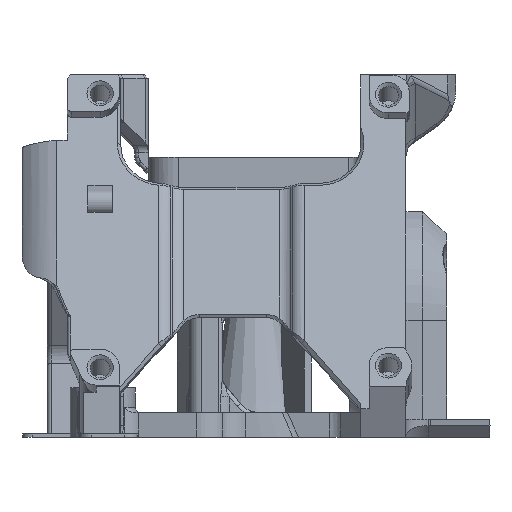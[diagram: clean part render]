
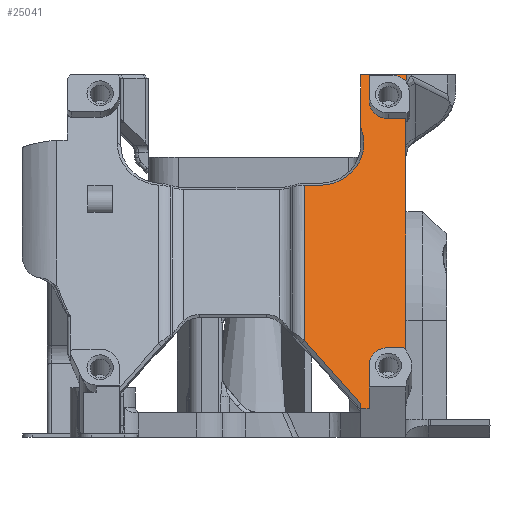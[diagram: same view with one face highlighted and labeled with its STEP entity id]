
A CAD part, left-side view. The second image highlights one B-rep face of the part: STEP entity #25041.
In plain terms, the highlighted planar face has unit normal (-0.94, 0, 0.342).
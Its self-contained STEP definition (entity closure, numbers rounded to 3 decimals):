
#1468=B_SPLINE_CURVE_WITH_KNOTS('',3,(#43589,#43590,#43591,#43592),
 .UNSPECIFIED.,.F.,.F.,(4,4),(0.,0.001),
 .UNSPECIFIED.);
#2858=LINE('',#40959,#4616);
#2863=LINE('',#40974,#4621);
#3060=LINE('',#42663,#4818);
#3204=LINE('',#43572,#4962);
#3205=LINE('',#43574,#4963);
#3206=LINE('',#43577,#4964);
#3207=LINE('',#43581,#4965);
#3208=LINE('',#43583,#4966);
#3209=LINE('',#43587,#4967);
#3210=LINE('',#43594,#4968);
#3211=LINE('',#43596,#4969);
#3212=LINE('',#43598,#4970);
#3213=LINE('',#43599,#4971);
#3214=LINE('',#43603,#4972);
#4616=VECTOR('',#30961,1000.);
#4621=VECTOR('',#30966,1000.);
#4818=VECTOR('',#31581,1000.);
#4962=VECTOR('',#32035,1000.);
#4963=VECTOR('',#32038,1000.);
#4964=VECTOR('',#32039,1000.);
#4965=VECTOR('',#32042,1000.);
#4966=VECTOR('',#32043,1000.);
#4967=VECTOR('',#32046,1000.);
#4968=VECTOR('',#32047,1000.);
#4969=VECTOR('',#32050,1000.);
#4970=VECTOR('',#32051,1000.);
#4971=VECTOR('',#32052,1000.);
#4972=VECTOR('',#32055,1000.);
#9542=ORIENTED_EDGE('',*,*,#15629,.F.);
#9543=ORIENTED_EDGE('',*,*,#15630,.F.);
#9544=ORIENTED_EDGE('',*,*,#15631,.T.);
#9545=ORIENTED_EDGE('',*,*,#15632,.T.);
#9546=ORIENTED_EDGE('',*,*,#15633,.T.);
#9547=ORIENTED_EDGE('',*,*,#15634,.T.);
#9548=ORIENTED_EDGE('',*,*,#15635,.T.);
#9549=ORIENTED_EDGE('',*,*,#15636,.F.);
#9550=ORIENTED_EDGE('',*,*,#15637,.F.);
#9551=ORIENTED_EDGE('',*,*,#14996,.T.);
#9552=ORIENTED_EDGE('',*,*,#15638,.T.);
#9553=ORIENTED_EDGE('',*,*,#15371,.F.);
#9554=ORIENTED_EDGE('',*,*,#15639,.F.);
#9555=ORIENTED_EDGE('',*,*,#15640,.F.);
#9556=ORIENTED_EDGE('',*,*,#14990,.F.);
#9557=ORIENTED_EDGE('',*,*,#15628,.T.);
#9558=ORIENTED_EDGE('',*,*,#15641,.T.);
#9559=ORIENTED_EDGE('',*,*,#15642,.T.);
#9560=ORIENTED_EDGE('',*,*,#15643,.F.);
#9561=ORIENTED_EDGE('',*,*,#15644,.T.);
#9562=ORIENTED_EDGE('',*,*,#15645,.F.);
#14990=EDGE_CURVE('',#18373,#18374,#2858,.T.);
#14996=EDGE_CURVE('',#18380,#18379,#2863,.T.);
#15371=EDGE_CURVE('',#18623,#18624,#3060,.T.);
#15628=EDGE_CURVE('',#18373,#18796,#3204,.T.);
#15629=EDGE_CURVE('',#18797,#18798,#3205,.T.);
#15630=EDGE_CURVE('',#18799,#18797,#3206,.T.);
#15631=EDGE_CURVE('',#18799,#18800,#20244,.T.);
#15632=EDGE_CURVE('',#18800,#18801,#3207,.T.);
#15633=EDGE_CURVE('',#18801,#18802,#3208,.T.);
#15634=EDGE_CURVE('',#18802,#18803,#20245,.T.);
#15635=EDGE_CURVE('',#18803,#18804,#3209,.T.);
#15636=EDGE_CURVE('',#18805,#18804,#1468,.T.);
#15637=EDGE_CURVE('',#18380,#18805,#3210,.T.);
#15638=EDGE_CURVE('',#18379,#18624,#20246,.T.);
#15639=EDGE_CURVE('',#18806,#18623,#3211,.T.);
#15640=EDGE_CURVE('',#18374,#18806,#3212,.T.);
#15641=EDGE_CURVE('',#18796,#18807,#3213,.T.);
#15642=EDGE_CURVE('',#18807,#18808,#20247,.T.);
#15643=EDGE_CURVE('',#18809,#18808,#3214,.T.);
#15644=EDGE_CURVE('',#18809,#18810,#20248,.T.);
#15645=EDGE_CURVE('',#18798,#18810,#20249,.T.);
#18373=VERTEX_POINT('',#40958);
#18374=VERTEX_POINT('',#40960);
#18379=VERTEX_POINT('',#40973);
#18380=VERTEX_POINT('',#40975);
#18623=VERTEX_POINT('',#42660);
#18624=VERTEX_POINT('',#42664);
#18796=VERTEX_POINT('',#43571);
#18797=VERTEX_POINT('',#43575);
#18798=VERTEX_POINT('',#43576);
#18799=VERTEX_POINT('',#43578);
#18800=VERTEX_POINT('',#43580);
#18801=VERTEX_POINT('',#43582);
#18802=VERTEX_POINT('',#43584);
#18803=VERTEX_POINT('',#43586);
#18804=VERTEX_POINT('',#43588);
#18805=VERTEX_POINT('',#43593);
#18806=VERTEX_POINT('',#43597);
#18807=VERTEX_POINT('',#43600);
#18808=VERTEX_POINT('',#43602);
#18809=VERTEX_POINT('',#43604);
#18810=VERTEX_POINT('',#43606);
#20244=CIRCLE('',#27182,2.35);
#20245=CIRCLE('',#27183,2.);
#20246=CIRCLE('',#27184,5.4);
#20247=CIRCLE('',#27185,2.35);
#20248=CIRCLE('',#27186,0.5);
#20249=CIRCLE('',#27187,2.536);
#21399=EDGE_LOOP('',(#9542,#9543,#9544,#9545,#9546,#9547,#9548,#9549,#9550,
#9551,#9552,#9553,#9554,#9555,#9556,#9557,#9558,#9559,#9560,#9561,#9562));
#22985=FACE_BOUND('',#21399,.T.);
#24103=PLANE('',#27181);
#25041=ADVANCED_FACE('',(#22985),#24103,.T.);
#27181=AXIS2_PLACEMENT_3D('',#43573,#32036,#32037);
#27182=AXIS2_PLACEMENT_3D('',#43579,#32040,#32041);
#27183=AXIS2_PLACEMENT_3D('',#43585,#32044,#32045);
#27184=AXIS2_PLACEMENT_3D('',#43595,#32048,#32049);
#27185=AXIS2_PLACEMENT_3D('',#43601,#32053,#32054);
#27186=AXIS2_PLACEMENT_3D('',#43605,#32056,#32057);
#27187=AXIS2_PLACEMENT_3D('',#43607,#32058,#32059);
#30961=DIRECTION('',(0.342,0.,0.94));
#30966=DIRECTION('',(-0.342,0.,-0.94));
#31581=DIRECTION('',(0.,-1.,0.));
#32035=DIRECTION('',(0.,-1.,0.));
#32036=DIRECTION('',(-0.94,0.,0.342));
#32037=DIRECTION('',(-0.342,0.,-0.94));
#32038=DIRECTION('',(-0.342,0.,-0.94));
#32039=DIRECTION('',(0.,-1.,0.));
#32040=DIRECTION('',(0.94,0.,-0.342));
#32041=DIRECTION('',(0.342,0.,0.94));
#32042=DIRECTION('',(0.342,0.,0.94));
#32043=DIRECTION('',(0.,-1.,0.));
#32044=DIRECTION('',(0.94,0.,-0.342));
#32045=DIRECTION('',(0.342,0.,0.94));
#32046=DIRECTION('',(0.342,0.,0.94));
#32047=DIRECTION('',(0.,-1.,0.));
#32048=DIRECTION('',(0.94,0.,-0.342));
#32049=DIRECTION('',(0.342,0.,0.94));
#32050=DIRECTION('',(0.342,0.,0.94));
#32051=DIRECTION('',(0.262,0.643,0.72));
#32052=DIRECTION('',(0.342,0.,0.94));
#32053=DIRECTION('',(0.94,0.,-0.342));
#32054=DIRECTION('',(0.342,0.,0.94));
#32055=DIRECTION('',(0.,1.,0.));
#32056=DIRECTION('',(0.94,0.,-0.342));
#32057=DIRECTION('',(0.342,0.,0.94));
#32058=DIRECTION('',(0.94,0.,-0.342));
#32059=DIRECTION('',(0.342,0.,0.94));
#40958=CARTESIAN_POINT('',(-144.704,12.,3.473));
#40959=CARTESIAN_POINT('',(-139.529,12.,17.691));
#40960=CARTESIAN_POINT('',(-144.491,12.,4.057));
#40973=CARTESIAN_POINT('',(-132.292,12.,37.576));
#40974=CARTESIAN_POINT('',(-143.233,12.,7.513));
#40975=CARTESIAN_POINT('',(-129.953,12.,44.));
#42660=CARTESIAN_POINT('',(-134.836,18.828,30.585));
#42663=CARTESIAN_POINT('',(-134.836,27.711,30.585));
#42664=CARTESIAN_POINT('',(-134.836,17.,30.585));
#43571=CARTESIAN_POINT('',(-144.704,10.975,3.473));
#43572=CARTESIAN_POINT('',(-144.704,26.125,3.473));
#43573=CARTESIAN_POINT('',(-143.233,43.625,7.513));
#43574=CARTESIAN_POINT('',(-136.618,6.5,25.688));
#43575=CARTESIAN_POINT('',(-131.895,6.5,38.664));
#43576=CARTESIAN_POINT('',(-142.392,6.5,9.826));
#43577=CARTESIAN_POINT('',(-131.895,6.125,38.664));
#43578=CARTESIAN_POINT('',(-131.895,8.625,38.664));
#43579=CARTESIAN_POINT('',(-131.092,8.625,40.873));
#43580=CARTESIAN_POINT('',(-131.092,10.975,40.873));
#43581=CARTESIAN_POINT('',(-123.64,10.975,61.346));
#43582=CARTESIAN_POINT('',(-130.237,10.975,43.222));
#43583=CARTESIAN_POINT('',(-130.237,6.125,43.222));
#43584=CARTESIAN_POINT('',(-130.237,8.125,43.222));
#43585=CARTESIAN_POINT('',(-130.921,8.125,41.342));
#43586=CARTESIAN_POINT('',(-130.522,6.5,42.438));
#43587=CARTESIAN_POINT('',(-143.233,6.5,7.513));
#43588=CARTESIAN_POINT('',(-130.221,6.5,43.264));
#43589=CARTESIAN_POINT('',(-129.953,6.465,44.));
#43590=CARTESIAN_POINT('',(-130.043,6.481,43.755));
#43591=CARTESIAN_POINT('',(-130.132,6.499,43.51));
#43592=CARTESIAN_POINT('',(-130.221,6.5,43.264));
#43593=CARTESIAN_POINT('',(-129.953,6.465,44.));
#43594=CARTESIAN_POINT('',(-129.953,4.696,44.));
#43595=CARTESIAN_POINT('',(-132.989,17.,35.659));
#43596=CARTESIAN_POINT('',(-143.25,18.828,7.468));
#43597=CARTESIAN_POINT('',(-141.707,18.83,11.707));
#43598=CARTESIAN_POINT('',(-140.731,21.225,14.388));
#43599=CARTESIAN_POINT('',(-123.64,10.975,61.346));
#43600=CARTESIAN_POINT('',(-143.062,10.975,7.983));
#43601=CARTESIAN_POINT('',(-143.062,8.625,7.983));
#43602=CARTESIAN_POINT('',(-142.259,8.625,10.192));
#43603=CARTESIAN_POINT('',(-142.259,6.125,10.192));
#43604=CARTESIAN_POINT('',(-142.259,7.,10.192));
#43605=CARTESIAN_POINT('',(-142.43,7.,9.722));
#43606=CARTESIAN_POINT('',(-142.361,6.543,9.912));
#43607=CARTESIAN_POINT('',(-142.01,4.223,10.875));
